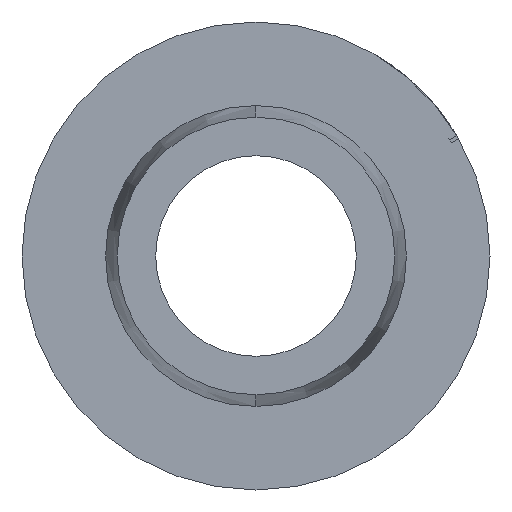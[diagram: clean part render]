
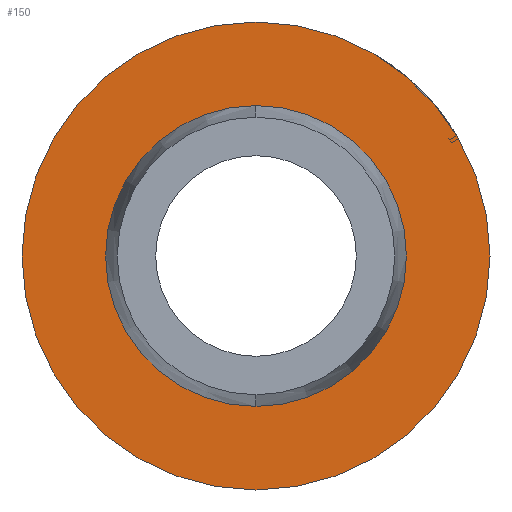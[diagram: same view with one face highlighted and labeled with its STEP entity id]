
A CAD part, left-side view. The second image highlights one B-rep face of the part: STEP entity #150.
In plain terms, the highlighted planar face has unit normal (-1, 0, 0).
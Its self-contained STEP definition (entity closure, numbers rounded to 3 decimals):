
#150 = ADVANCED_FACE ( 'NONE', ( #5758, #4435 ), #205, .F. ) ;
#205 = PLANE ( 'NONE',  #2991 ) ;
#260 = AXIS2_PLACEMENT_3D ( 'NONE', #3787, #893, #3177 ) ;
#471 = DIRECTION ( 'NONE',  ( 0., 0., 1. ) ) ;
#893 = DIRECTION ( 'NONE',  ( -1., 0., 0. ) ) ;
#1033 = CIRCLE ( 'NONE', #4492, 4.5 ) ;
#1062 = CARTESIAN_POINT ( 'NONE',  ( 19., 0., 7. ) ) ;
#1086 = ORIENTED_EDGE ( 'NONE', *, *, #2937, .F. ) ;
#1226 = DIRECTION ( 'NONE',  ( 0., 0., -1. ) ) ;
#1246 = CIRCLE ( 'NONE', #260, 4.5 ) ;
#1443 = CIRCLE ( 'NONE', #3803, 7. ) ;
#1577 = EDGE_CURVE ( 'NONE', #4394, #4571, #1033, .T. ) ;
#1618 = EDGE_CURVE ( 'NONE', #2529, #3719, #4975, .T. ) ;
#1638 = DIRECTION ( 'NONE',  ( 0., 0., 1. ) ) ;
#2082 = CARTESIAN_POINT ( 'NONE',  ( 19., 4.5, 0. ) ) ;
#2091 = DIRECTION ( 'NONE',  ( -1., 0., 0. ) ) ;
#2118 = ORIENTED_EDGE ( 'NONE', *, *, #1577, .F. ) ;
#2308 = AXIS2_PLACEMENT_3D ( 'NONE', #5863, #2091, #1638 ) ;
#2320 = CARTESIAN_POINT ( 'NONE',  ( 19., 0., -4.5 ) ) ;
#2529 = VERTEX_POINT ( 'NONE', #1062 ) ;
#2770 = CARTESIAN_POINT ( 'NONE',  ( 19., 0., 0. ) ) ;
#2810 = CARTESIAN_POINT ( 'NONE',  ( 19., 0., 0. ) ) ;
#2818 = EDGE_CURVE ( 'NONE', #3719, #2529, #1443, .T. ) ;
#2937 = EDGE_CURVE ( 'NONE', #4571, #4394, #1246, .T. ) ;
#2991 = AXIS2_PLACEMENT_3D ( 'NONE', #2082, #4991, #1226 ) ;
#3177 = DIRECTION ( 'NONE',  ( 0., 0., 1. ) ) ;
#3234 = DIRECTION ( 'NONE',  ( 0., 0., 1. ) ) ;
#3265 = DIRECTION ( 'NONE',  ( -1., 0., 0. ) ) ;
#3719 = VERTEX_POINT ( 'NONE', #5167 ) ;
#3787 = CARTESIAN_POINT ( 'NONE',  ( 19., 0., 0. ) ) ;
#3803 = AXIS2_PLACEMENT_3D ( 'NONE', #2770, #3265, #3234 ) ;
#4092 = EDGE_LOOP ( 'NONE', ( #1086, #2118 ) ) ;
#4394 = VERTEX_POINT ( 'NONE', #2320 ) ;
#4435 = FACE_OUTER_BOUND ( 'NONE', #4928, .T. ) ;
#4492 = AXIS2_PLACEMENT_3D ( 'NONE', #2810, #4700, #471 ) ;
#4571 = VERTEX_POINT ( 'NONE', #5532 ) ;
#4592 = ORIENTED_EDGE ( 'NONE', *, *, #2818, .T. ) ;
#4700 = DIRECTION ( 'NONE',  ( -1., 0., 0. ) ) ;
#4928 = EDGE_LOOP ( 'NONE', ( #5521, #4592 ) ) ;
#4975 = CIRCLE ( 'NONE', #2308, 7. ) ;
#4991 = DIRECTION ( 'NONE',  ( 1., 0., 0. ) ) ;
#5167 = CARTESIAN_POINT ( 'NONE',  ( 19., 0., -7. ) ) ;
#5521 = ORIENTED_EDGE ( 'NONE', *, *, #1618, .T. ) ;
#5532 = CARTESIAN_POINT ( 'NONE',  ( 19., 0., 4.5 ) ) ;
#5758 = FACE_BOUND ( 'NONE', #4092, .T. ) ;
#5863 = CARTESIAN_POINT ( 'NONE',  ( 19., 0., 0. ) ) ;
